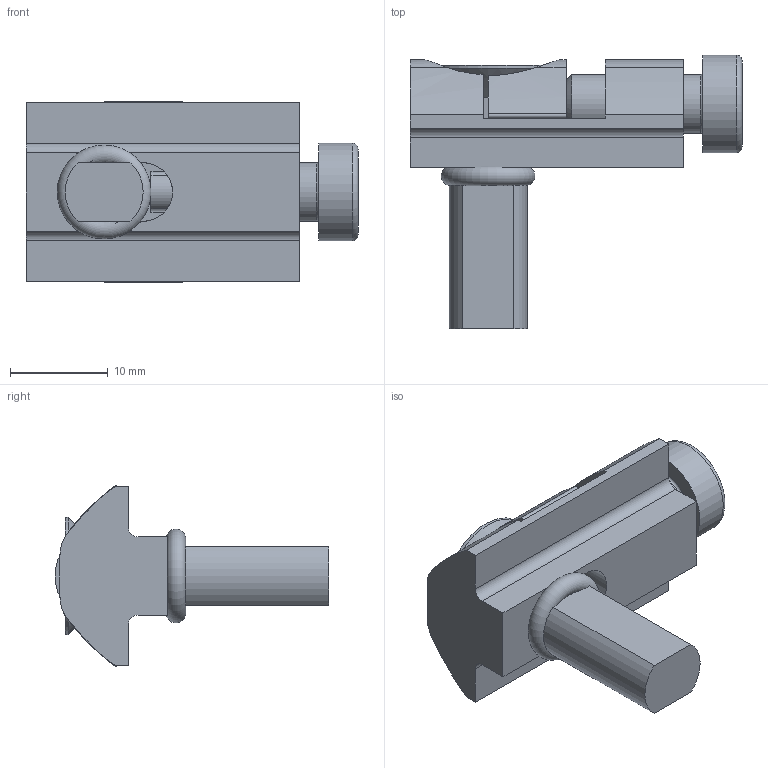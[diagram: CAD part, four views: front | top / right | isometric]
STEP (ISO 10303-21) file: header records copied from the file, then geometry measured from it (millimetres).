
FILE_DESCRIPTION(/* description */ ('STEP AP214'),/* implementation_level */ '2;1');
FILE_NAME(/* name */ ' 099DC08404090N08',/* time_stamp */ '2024-10-15T11:14:31+02:00',/* author */ ('License CC BY-ND 4.0'),/* organization */ ('CADENAS'),/* preprocessor_version */ 'ST-DEVELOPER v19.3',/* originating_system */ 'PARTsolutions',/* authorisation */ ' ');
FILE_SCHEMA (('AUTOMOTIVE_DESIGN {1 0 10303 214 3 1 1}'));
Length unit declared in the file: millimetre
Products named in the file (4):  099DC08404090N08;  099DC08404090N08-1;  099DC08404090N08-2;  099DC08404090N08-3
Assembly tree (3 placements, depth 2):
   099DC08404090N08
     099DC08404090N08-1
     099DC08404090N08-2
     099DC08404090N08-3
Bounding box: 34 x 28.05 x 18.45 mm (x, y, z)
Volume: 4276.1 mm3; surface area: 3695 mm2
Topology: 3 solids, 3 shells, 91 faces, 248 edges, 159 vertices
Faces by surface type: plane 52, cylinder 31, cone 5, torus 3
Full cylindrical faces by diameter (mm): 6 x3, 6.04 x1, 10 x1, 12 x1
Entity records: 2922 total; most frequent: CARTESIAN_POINT 544, DIRECTION 481, ORIENTED_EDGE 464, EDGE_CURVE 232, AXIS2_PLACEMENT_3D 171, VERTEX_POINT 156, LINE 139, VECTOR 139
